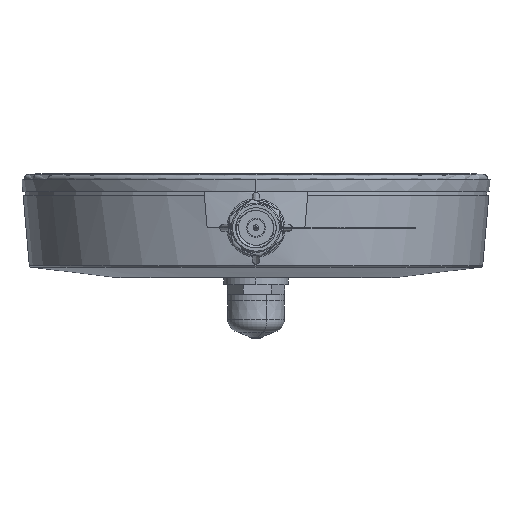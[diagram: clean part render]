
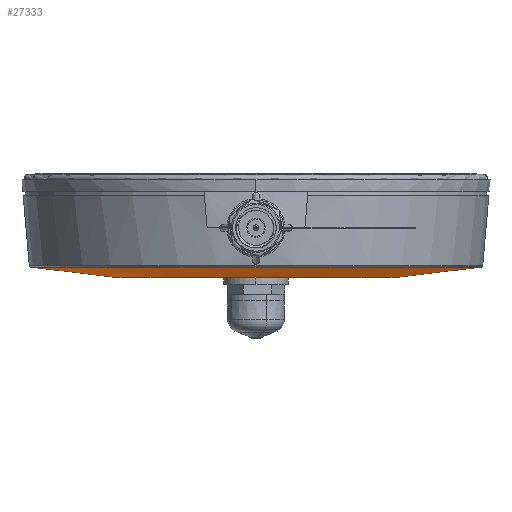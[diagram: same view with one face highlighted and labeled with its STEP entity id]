
A CAD part, front view. The second image highlights one B-rep face of the part: STEP entity #27333.
In plain terms, the highlighted conical face has half-angle 83.053 degrees and reference radius 22 mm.
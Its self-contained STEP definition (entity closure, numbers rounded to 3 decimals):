
#1194 = DIRECTION ( 'NONE',  ( 0.993, 0., 0.121 ) ) ;
#1682 = CONICAL_SURFACE ( 'NONE', #6149, 22., 1.45 ) ;
#2097 = EDGE_CURVE ( 'NONE', #25726, #26930, #22639, .T. ) ;
#3195 = AXIS2_PLACEMENT_3D ( 'NONE', #13443, #13302, #4755 ) ;
#3325 = CARTESIAN_POINT ( 'NONE',  ( -101.528, 138.7, -16.5 ) ) ;
#4011 = CARTESIAN_POINT ( 'NONE',  ( -123.528, 138.7, -16.427 ) ) ;
#4472 = CARTESIAN_POINT ( 'NONE',  ( -123.528, 138.7, -16.5 ) ) ;
#4755 = DIRECTION ( 'NONE',  ( -1., 0., 0. ) ) ;
#4828 = CIRCLE ( 'NONE', #6600, 22.603 ) ;
#5911 = LINE ( 'NONE', #22999, #9368 ) ;
#6099 = CARTESIAN_POINT ( 'NONE',  ( -159.279, 138.7, -14.825 ) ) ;
#6149 = AXIS2_PLACEMENT_3D ( 'NONE', #4472, #10641, #13031 ) ;
#6600 = AXIS2_PLACEMENT_3D ( 'NONE', #4011, #18479, #22946 ) ;
#6936 = VERTEX_POINT ( 'NONE', #17170 ) ;
#8377 = CARTESIAN_POINT ( 'NONE',  ( -100.925, 138.7, -16.427 ) ) ;
#9368 = VECTOR ( 'NONE', #14461, 1000. ) ;
#10641 = DIRECTION ( 'NONE',  ( 0., 0., 1. ) ) ;
#11676 = ORIENTED_EDGE ( 'NONE', *, *, #2097, .T. ) ;
#13031 = DIRECTION ( 'NONE',  ( 1., 0., 0. ) ) ;
#13302 = DIRECTION ( 'NONE',  ( 0., 0., -1. ) ) ;
#13443 = CARTESIAN_POINT ( 'NONE',  ( -123.528, 138.7, -14.825 ) ) ;
#14461 = DIRECTION ( 'NONE',  ( -0.993, 0., 0.121 ) ) ;
#15672 = EDGE_CURVE ( 'NONE', #26930, #22851, #25124, .T. ) ;
#15694 = VECTOR ( 'NONE', #1194, 1000. ) ;
#15736 = ORIENTED_EDGE ( 'NONE', *, *, #26410, .T. ) ;
#17170 = CARTESIAN_POINT ( 'NONE',  ( -146.13, 138.7, -16.427 ) ) ;
#17237 = FACE_OUTER_BOUND ( 'NONE', #26937, .T. ) ;
#18479 = DIRECTION ( 'NONE',  ( 0., 0., 1. ) ) ;
#20098 = CARTESIAN_POINT ( 'NONE',  ( -87.776, 138.7, -14.825 ) ) ;
#20343 = ORIENTED_EDGE ( 'NONE', *, *, #24805, .F. ) ;
#21746 = ORIENTED_EDGE ( 'NONE', *, *, #15672, .T. ) ;
#22639 = LINE ( 'NONE', #3325, #15694 ) ;
#22851 = VERTEX_POINT ( 'NONE', #6099 ) ;
#22946 = DIRECTION ( 'NONE',  ( -1., 0., 0. ) ) ;
#22999 = CARTESIAN_POINT ( 'NONE',  ( -145.528, 138.7, -16.5 ) ) ;
#24805 = EDGE_CURVE ( 'NONE', #6936, #22851, #5911, .T. ) ;
#25124 = CIRCLE ( 'NONE', #3195, 35.751 ) ;
#25726 = VERTEX_POINT ( 'NONE', #8377 ) ;
#26410 = EDGE_CURVE ( 'NONE', #6936, #25726, #4828, .T. ) ;
#26930 = VERTEX_POINT ( 'NONE', #20098 ) ;
#26937 = EDGE_LOOP ( 'NONE', ( #20343, #15736, #11676, #21746 ) ) ;
#27333 = ADVANCED_FACE ( 'NONE', ( #17237 ), #1682, .T. ) ;
